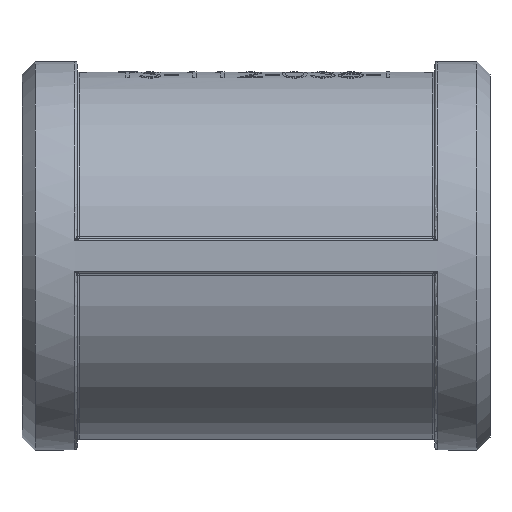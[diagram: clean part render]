
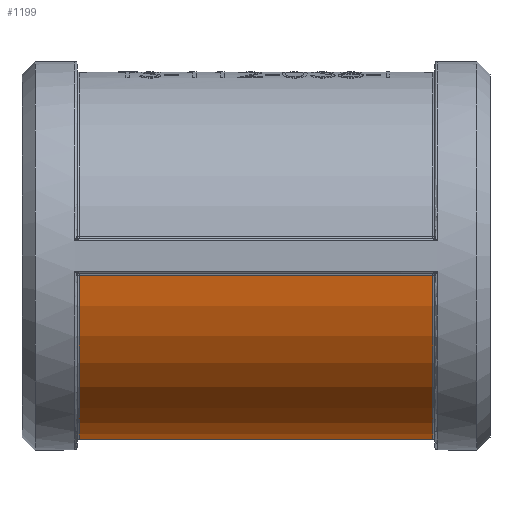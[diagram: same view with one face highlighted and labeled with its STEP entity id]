
A CAD part, front view. The second image highlights one B-rep face of the part: STEP entity #1199.
In plain terms, the highlighted cylindrical face has radius 26.75 mm (diameter 53.5 mm), a partial arc.
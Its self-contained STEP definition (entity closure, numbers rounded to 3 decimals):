
#26 = EDGE_LOOP ( 'NONE', ( #431, #443, #449, #365, #417, #377, #384 ) ) ;
#365 = ORIENTED_EDGE ( 'NONE', *, *, #13961, .F. ) ;
#377 = ORIENTED_EDGE ( 'NONE', *, *, #13959, .F. ) ;
#384 = ORIENTED_EDGE ( 'NONE', *, *, #14161, .F. ) ;
#417 = ORIENTED_EDGE ( 'NONE', *, *, #13964, .F. ) ;
#431 = ORIENTED_EDGE ( 'NONE', *, *, #14092, .F. ) ;
#443 = ORIENTED_EDGE ( 'NONE', *, *, #14033, .F. ) ;
#449 = ORIENTED_EDGE ( 'NONE', *, *, #14035, .F. ) ;
#1199 = ADVANCED_FACE ( 'NONE', ( #2336 ), #2314, .T. ) ;
#2303 = CARTESIAN_POINT ( 'NONE',  ( 0., 0., 0. ) ) ;
#2314 = CYLINDRICAL_SURFACE ( 'NONE', #11769, 26.75 ) ;
#2323 = DIRECTION ( 'NONE',  ( 0., -1., 0. ) ) ;
#2336 = FACE_OUTER_BOUND ( 'NONE', #26, .T. ) ;
#2352 = DIRECTION ( 'NONE',  ( 1., 0., 0. ) ) ;
#11769 = AXIS2_PLACEMENT_3D ( 'NONE', #2303, #2352, #2323 ) ;
#13959 = EDGE_CURVE ( 'NONE', #27183, #27173, #26030, .T. ) ;
#13961 = EDGE_CURVE ( 'NONE', #27174, #27172, #24586, .T. ) ;
#13964 = EDGE_CURVE ( 'NONE', #27173, #27174, #26010, .T. ) ;
#14033 = EDGE_CURVE ( 'NONE', #27187, #27189, #24696, .T. ) ;
#14035 = EDGE_CURVE ( 'NONE', #27172, #27187, #17969, .T. ) ;
#14092 = EDGE_CURVE ( 'NONE', #27189, #27181, #17963, .T. ) ;
#14161 = EDGE_CURVE ( 'NONE', #27181, #27183, #25014, .T. ) ;
#17888 = VECTOR ( 'NONE', #24561, 1000. ) ;
#17935 = AXIS2_PLACEMENT_3D ( 'NONE', #24692, #24673, #24670 ) ;
#17951 = VECTOR ( 'NONE', #24701, 1000. ) ;
#17956 = AXIS2_PLACEMENT_3D ( 'NONE', #24923, #24901, #24910 ) ;
#17963 = CIRCLE ( 'NONE', #17956, 26.75 ) ;
#17969 = CIRCLE ( 'NONE', #17935, 26.75 ) ;
#18036 = VECTOR ( 'NONE', #24992, 1000. ) ;
#21718 = CARTESIAN_POINT ( 'NONE',  ( 4.633, 23.969, -11.912 ) ) ;
#21839 = CARTESIAN_POINT ( 'NONE',  ( 1.857, 23.704, -12.396 ) ) ;
#22768 = CARTESIAN_POINT ( 'NONE',  ( 13.477, 26.443, -4.336 ) ) ;
#22904 = CARTESIAN_POINT ( 'NONE',  ( 11.952, 25.845, -7.291 ) ) ;
#23086 = CARTESIAN_POINT ( 'NONE',  ( 8.667, 24.817, -10.058 ) ) ;
#23607 = CARTESIAN_POINT ( 'NONE',  ( 13.89, 26.606, -2.769 ) ) ;
#24442 = CARTESIAN_POINT ( 'NONE',  ( 25.7, 26.606, -2.769 ) ) ;
#24446 = CARTESIAN_POINT ( 'NONE',  ( 13.89, 26.606, -2.769 ) ) ;
#24474 = CARTESIAN_POINT ( 'NONE',  ( -13.89, 26.606, -2.769 ) ) ;
#24478 = CARTESIAN_POINT ( 'NONE',  ( -25.7, -26.606, -2.769 ) ) ;
#24489 = CARTESIAN_POINT ( 'NONE',  ( -25.7, 26.606, -2.769 ) ) ;
#24490 = CARTESIAN_POINT ( 'NONE',  ( 0., 23.704, -12.396 ) ) ;
#24514 = CARTESIAN_POINT ( 'NONE',  ( 25.7, -26.606, -2.769 ) ) ;
#24561 = DIRECTION ( 'NONE',  ( -1., 0., 0. ) ) ;
#24574 = CARTESIAN_POINT ( 'NONE',  ( -1.857, 23.704, -12.396 ) ) ;
#24575 = CARTESIAN_POINT ( 'NONE',  ( -13.89, 26.606, -2.769 ) ) ;
#24576 = CARTESIAN_POINT ( 'NONE',  ( 0., 23.704, -12.396 ) ) ;
#24579 = CARTESIAN_POINT ( 'NONE',  ( -5.559, 24.058, -11.744 ) ) ;
#24581 = CARTESIAN_POINT ( 'NONE',  ( -13.271, 26.362, -5.119 ) ) ;
#24586 = LINE ( 'NONE', #24588, #17888 ) ;
#24588 = CARTESIAN_POINT ( 'NONE',  ( 0., 26.606, -2.769 ) ) ;
#24596 = CARTESIAN_POINT ( 'NONE',  ( -10.926, 25.432, -8.678 ) ) ;
#24599 = CARTESIAN_POINT ( 'NONE',  ( 0., 23.704, -12.396 ) ) ;
#24670 = DIRECTION ( 'NONE',  ( 0., 0., -1. ) ) ;
#24673 = DIRECTION ( 'NONE',  ( -1., 0., 0. ) ) ;
#24692 = CARTESIAN_POINT ( 'NONE',  ( -25.7, 0., 0. ) ) ;
#24696 = LINE ( 'NONE', #24705, #17951 ) ;
#24701 = DIRECTION ( 'NONE',  ( 1., 0., 0. ) ) ;
#24705 = CARTESIAN_POINT ( 'NONE',  ( 0., -26.606, -2.769 ) ) ;
#24901 = DIRECTION ( 'NONE',  ( 1., 0., 0. ) ) ;
#24910 = DIRECTION ( 'NONE',  ( 0., 0., -1. ) ) ;
#24923 = CARTESIAN_POINT ( 'NONE',  ( 25.7, 0., 0. ) ) ;
#24992 = DIRECTION ( 'NONE',  ( -1., 0., 0. ) ) ;
#25011 = CARTESIAN_POINT ( 'NONE',  ( 0., 26.606, -2.769 ) ) ;
#25014 = LINE ( 'NONE', #25011, #18036 ) ;
#26010 = B_SPLINE_CURVE_WITH_KNOTS ( 'NONE', 3,
 ( #24599, #24574, #24579, #24596, #24581, #24575 ),
 .UNSPECIFIED., .F., .F.,
 ( 4, 1, 1, 4 ),
 ( 0., 0.286, 0.571, 1. ),
 .UNSPECIFIED. ) ;
#26030 = B_SPLINE_CURVE_WITH_KNOTS ( 'NONE', 3,
 ( #23607, #22768, #22904, #23086, #21718, #21839, #24576 ),
 .UNSPECIFIED., .F., .F.,
 ( 4, 1, 1, 1, 4 ),
 ( 0., 0.286, 0.571, 0.714, 1. ),
 .UNSPECIFIED. ) ;
#27172 = VERTEX_POINT ( 'NONE', #24489 ) ;
#27173 = VERTEX_POINT ( 'NONE', #24490 ) ;
#27174 = VERTEX_POINT ( 'NONE', #24474 ) ;
#27181 = VERTEX_POINT ( 'NONE', #24442 ) ;
#27183 = VERTEX_POINT ( 'NONE', #24446 ) ;
#27187 = VERTEX_POINT ( 'NONE', #24478 ) ;
#27189 = VERTEX_POINT ( 'NONE', #24514 ) ;
